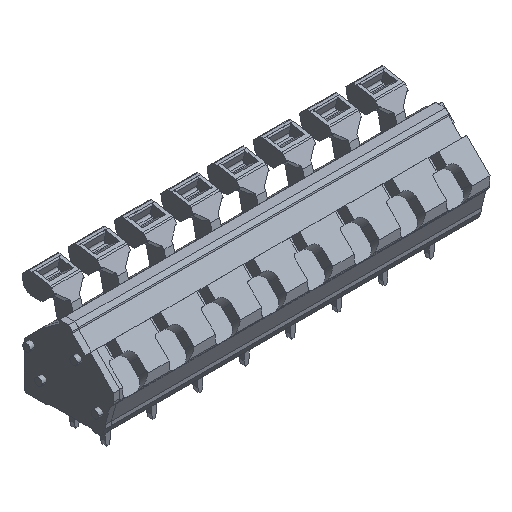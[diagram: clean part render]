
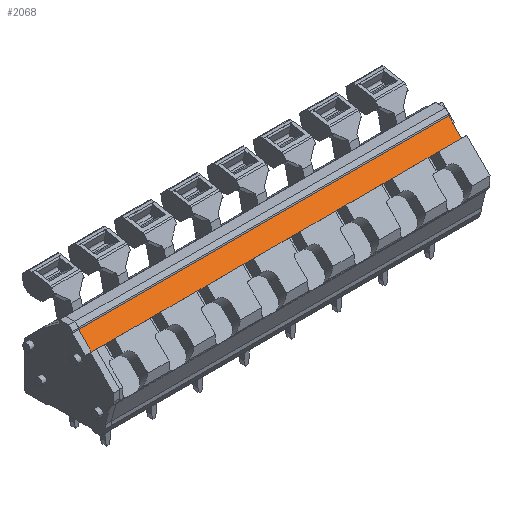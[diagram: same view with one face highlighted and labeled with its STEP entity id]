
A CAD part, isometric view. The second image highlights one B-rep face of the part: STEP entity #2068.
In plain terms, the highlighted planar face has unit normal (0, -0.707, 0.707).
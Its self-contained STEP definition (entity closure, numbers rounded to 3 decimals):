
#1920=AXIS2_PLACEMENT_3D('Plane Axis2P3D',#1917,#1918,#1919) ;
#252=CARTESIAN_POINT('Vertex',(1.7,4.588,13.942)) ;
#255=CARTESIAN_POINT('Line Origine',(1.7,5.637,14.99)) ;
#259=CARTESIAN_POINT('Vertex',(1.7,6.686,16.039)) ;
#1901=CARTESIAN_POINT('Vertex',(2.93,4.588,13.942)) ;
#1904=CARTESIAN_POINT('Line Origine',(2.315,4.588,13.942)) ;
#1917=CARTESIAN_POINT('Axis2P3D Location',(6.35,6.686,16.039)) ;
#1922=CARTESIAN_POINT('Line Origine',(3.774,4.588,13.942)) ;
#1926=CARTESIAN_POINT('Vertex',(4.617,4.588,13.942)) ;
#1929=CARTESIAN_POINT('Line Origine',(7.524,4.588,13.942)) ;
#1933=CARTESIAN_POINT('Vertex',(10.43,4.588,13.942)) ;
#1936=CARTESIAN_POINT('Line Origine',(11.274,4.588,13.942)) ;
#1940=CARTESIAN_POINT('Vertex',(12.117,4.588,13.942)) ;
#1943=CARTESIAN_POINT('Line Origine',(15.024,4.588,13.942)) ;
#1947=CARTESIAN_POINT('Vertex',(17.93,4.588,13.942)) ;
#1950=CARTESIAN_POINT('Line Origine',(18.774,4.588,13.942)) ;
#1954=CARTESIAN_POINT('Vertex',(19.617,4.588,13.942)) ;
#1957=CARTESIAN_POINT('Line Origine',(22.524,4.588,13.942)) ;
#1961=CARTESIAN_POINT('Vertex',(25.43,4.588,13.942)) ;
#1964=CARTESIAN_POINT('Line Origine',(26.274,4.588,13.942)) ;
#1968=CARTESIAN_POINT('Vertex',(27.117,4.588,13.942)) ;
#1971=CARTESIAN_POINT('Line Origine',(30.024,4.588,13.942)) ;
#1975=CARTESIAN_POINT('Vertex',(32.93,4.588,13.942)) ;
#1978=CARTESIAN_POINT('Line Origine',(33.774,4.588,13.942)) ;
#1982=CARTESIAN_POINT('Vertex',(34.617,4.588,13.942)) ;
#1985=CARTESIAN_POINT('Line Origine',(37.524,4.588,13.942)) ;
#1989=CARTESIAN_POINT('Vertex',(40.43,4.588,13.942)) ;
#1992=CARTESIAN_POINT('Line Origine',(41.274,4.588,13.942)) ;
#1996=CARTESIAN_POINT('Vertex',(42.117,4.588,13.942)) ;
#1999=CARTESIAN_POINT('Line Origine',(45.024,4.588,13.942)) ;
#2003=CARTESIAN_POINT('Vertex',(47.93,4.588,13.942)) ;
#2006=CARTESIAN_POINT('Line Origine',(48.774,4.588,13.942)) ;
#2010=CARTESIAN_POINT('Vertex',(49.617,4.588,13.942)) ;
#2013=CARTESIAN_POINT('Line Origine',(52.524,4.588,13.942)) ;
#2017=CARTESIAN_POINT('Vertex',(55.43,4.588,13.942)) ;
#2020=CARTESIAN_POINT('Line Origine',(56.274,4.588,13.942)) ;
#2024=CARTESIAN_POINT('Vertex',(57.117,4.588,13.942)) ;
#2027=CARTESIAN_POINT('Line Origine',(59.409,4.588,13.942)) ;
#2031=CARTESIAN_POINT('Vertex',(61.7,4.588,13.942)) ;
#2034=CARTESIAN_POINT('Line Origine',(61.7,5.637,14.99)) ;
#2038=CARTESIAN_POINT('Vertex',(61.7,6.686,16.039)) ;
#2041=CARTESIAN_POINT('Line Origine',(31.7,6.686,16.039)) ;
#256=DIRECTION('Vector Direction',(0.,-0.707,-0.707)) ;
#1905=DIRECTION('Vector Direction',(-1.,0.,0.)) ;
#1918=DIRECTION('Axis2P3D Direction',(0.,0.707,-0.707)) ;
#1919=DIRECTION('Axis2P3D XDirection',(0.,-0.707,-0.707)) ;
#1923=DIRECTION('Vector Direction',(-1.,0.,0.)) ;
#1930=DIRECTION('Vector Direction',(-1.,0.,0.)) ;
#1937=DIRECTION('Vector Direction',(-1.,0.,0.)) ;
#1944=DIRECTION('Vector Direction',(-1.,0.,0.)) ;
#1951=DIRECTION('Vector Direction',(-1.,0.,0.)) ;
#1958=DIRECTION('Vector Direction',(-1.,0.,0.)) ;
#1965=DIRECTION('Vector Direction',(-1.,0.,0.)) ;
#1972=DIRECTION('Vector Direction',(-1.,0.,0.)) ;
#1979=DIRECTION('Vector Direction',(-1.,0.,0.)) ;
#1986=DIRECTION('Vector Direction',(-1.,0.,0.)) ;
#1993=DIRECTION('Vector Direction',(-1.,0.,0.)) ;
#2000=DIRECTION('Vector Direction',(-1.,0.,0.)) ;
#2007=DIRECTION('Vector Direction',(-1.,0.,0.)) ;
#2014=DIRECTION('Vector Direction',(-1.,0.,0.)) ;
#2021=DIRECTION('Vector Direction',(-1.,0.,0.)) ;
#2028=DIRECTION('Vector Direction',(-1.,0.,0.)) ;
#2035=DIRECTION('Vector Direction',(0.,-0.707,-0.707)) ;
#2042=DIRECTION('Vector Direction',(-1.,0.,0.)) ;
#257=VECTOR('Line Direction',#256,1.) ;
#1906=VECTOR('Line Direction',#1905,1.) ;
#1924=VECTOR('Line Direction',#1923,1.) ;
#1931=VECTOR('Line Direction',#1930,1.) ;
#1938=VECTOR('Line Direction',#1937,1.) ;
#1945=VECTOR('Line Direction',#1944,1.) ;
#1952=VECTOR('Line Direction',#1951,1.) ;
#1959=VECTOR('Line Direction',#1958,1.) ;
#1966=VECTOR('Line Direction',#1965,1.) ;
#1973=VECTOR('Line Direction',#1972,1.) ;
#1980=VECTOR('Line Direction',#1979,1.) ;
#1987=VECTOR('Line Direction',#1986,1.) ;
#1994=VECTOR('Line Direction',#1993,1.) ;
#2001=VECTOR('Line Direction',#2000,1.) ;
#2008=VECTOR('Line Direction',#2007,1.) ;
#2015=VECTOR('Line Direction',#2014,1.) ;
#2022=VECTOR('Line Direction',#2021,1.) ;
#2029=VECTOR('Line Direction',#2028,1.) ;
#2036=VECTOR('Line Direction',#2035,1.) ;
#2043=VECTOR('Line Direction',#2042,1.) ;
#2047=ORIENTED_EDGE('',*,*,#1908,.F.) ;
#2048=ORIENTED_EDGE('',*,*,#1928,.F.) ;
#2049=ORIENTED_EDGE('',*,*,#1935,.F.) ;
#2050=ORIENTED_EDGE('',*,*,#1942,.F.) ;
#2051=ORIENTED_EDGE('',*,*,#1949,.F.) ;
#2052=ORIENTED_EDGE('',*,*,#1956,.F.) ;
#2053=ORIENTED_EDGE('',*,*,#1963,.F.) ;
#2054=ORIENTED_EDGE('',*,*,#1970,.F.) ;
#2055=ORIENTED_EDGE('',*,*,#1977,.F.) ;
#2056=ORIENTED_EDGE('',*,*,#1984,.F.) ;
#2057=ORIENTED_EDGE('',*,*,#1991,.F.) ;
#2058=ORIENTED_EDGE('',*,*,#1998,.F.) ;
#2059=ORIENTED_EDGE('',*,*,#2005,.F.) ;
#2060=ORIENTED_EDGE('',*,*,#2012,.F.) ;
#2061=ORIENTED_EDGE('',*,*,#2019,.F.) ;
#2062=ORIENTED_EDGE('',*,*,#2026,.F.) ;
#2063=ORIENTED_EDGE('',*,*,#2033,.F.) ;
#2064=ORIENTED_EDGE('',*,*,#2040,.T.) ;
#2065=ORIENTED_EDGE('',*,*,#2045,.T.) ;
#2066=ORIENTED_EDGE('',*,*,#261,.F.) ;
#2068=ADVANCED_FACE('Housing\\LMZF500-housing',(#2067),#1921,.F.) ;
#261=EDGE_CURVE('',#253,#260,#258,.F.) ;
#1908=EDGE_CURVE('',#1902,#253,#1907,.T.) ;
#1928=EDGE_CURVE('',#1927,#1902,#1925,.T.) ;
#1935=EDGE_CURVE('',#1934,#1927,#1932,.T.) ;
#1942=EDGE_CURVE('',#1941,#1934,#1939,.T.) ;
#1949=EDGE_CURVE('',#1948,#1941,#1946,.T.) ;
#1956=EDGE_CURVE('',#1955,#1948,#1953,.T.) ;
#1963=EDGE_CURVE('',#1962,#1955,#1960,.T.) ;
#1970=EDGE_CURVE('',#1969,#1962,#1967,.T.) ;
#1977=EDGE_CURVE('',#1976,#1969,#1974,.T.) ;
#1984=EDGE_CURVE('',#1983,#1976,#1981,.T.) ;
#1991=EDGE_CURVE('',#1990,#1983,#1988,.T.) ;
#1998=EDGE_CURVE('',#1997,#1990,#1995,.T.) ;
#2005=EDGE_CURVE('',#2004,#1997,#2002,.T.) ;
#2012=EDGE_CURVE('',#2011,#2004,#2009,.T.) ;
#2019=EDGE_CURVE('',#2018,#2011,#2016,.T.) ;
#2026=EDGE_CURVE('',#2025,#2018,#2023,.T.) ;
#2033=EDGE_CURVE('',#2032,#2025,#2030,.T.) ;
#2040=EDGE_CURVE('',#2032,#2039,#2037,.F.) ;
#2045=EDGE_CURVE('',#2039,#260,#2044,.T.) ;
#2046=EDGE_LOOP('',(#2047,#2048,#2049,#2050,#2051,#2052,#2053,#2054,#2055,#2056,#2057,#2058,#2059,#2060,#2061,#2062,#2063,#2064,#2065,#2066)) ;
#2067=FACE_OUTER_BOUND('',#2046,.T.) ;
#258=LINE('Line',#255,#257) ;
#1907=LINE('Line',#1904,#1906) ;
#1925=LINE('Line',#1922,#1924) ;
#1932=LINE('Line',#1929,#1931) ;
#1939=LINE('Line',#1936,#1938) ;
#1946=LINE('Line',#1943,#1945) ;
#1953=LINE('Line',#1950,#1952) ;
#1960=LINE('Line',#1957,#1959) ;
#1967=LINE('Line',#1964,#1966) ;
#1974=LINE('Line',#1971,#1973) ;
#1981=LINE('Line',#1978,#1980) ;
#1988=LINE('Line',#1985,#1987) ;
#1995=LINE('Line',#1992,#1994) ;
#2002=LINE('Line',#1999,#2001) ;
#2009=LINE('Line',#2006,#2008) ;
#2016=LINE('Line',#2013,#2015) ;
#2023=LINE('Line',#2020,#2022) ;
#2030=LINE('Line',#2027,#2029) ;
#2037=LINE('Line',#2034,#2036) ;
#2044=LINE('Line',#2041,#2043) ;
#1921=PLANE('',#1920) ;
#253=VERTEX_POINT('',#252) ;
#260=VERTEX_POINT('',#259) ;
#1902=VERTEX_POINT('',#1901) ;
#1927=VERTEX_POINT('',#1926) ;
#1934=VERTEX_POINT('',#1933) ;
#1941=VERTEX_POINT('',#1940) ;
#1948=VERTEX_POINT('',#1947) ;
#1955=VERTEX_POINT('',#1954) ;
#1962=VERTEX_POINT('',#1961) ;
#1969=VERTEX_POINT('',#1968) ;
#1976=VERTEX_POINT('',#1975) ;
#1983=VERTEX_POINT('',#1982) ;
#1990=VERTEX_POINT('',#1989) ;
#1997=VERTEX_POINT('',#1996) ;
#2004=VERTEX_POINT('',#2003) ;
#2011=VERTEX_POINT('',#2010) ;
#2018=VERTEX_POINT('',#2017) ;
#2025=VERTEX_POINT('',#2024) ;
#2032=VERTEX_POINT('',#2031) ;
#2039=VERTEX_POINT('',#2038) ;
